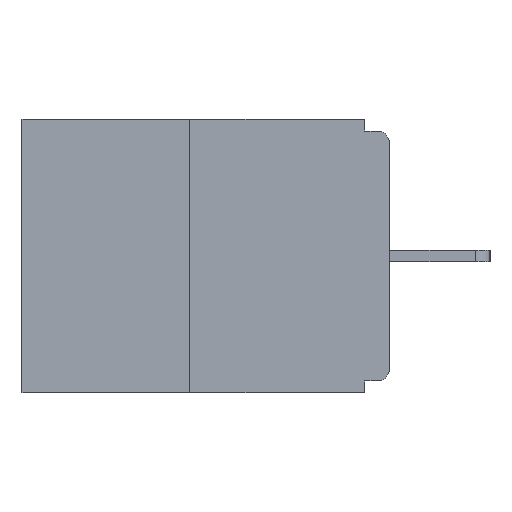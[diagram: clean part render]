
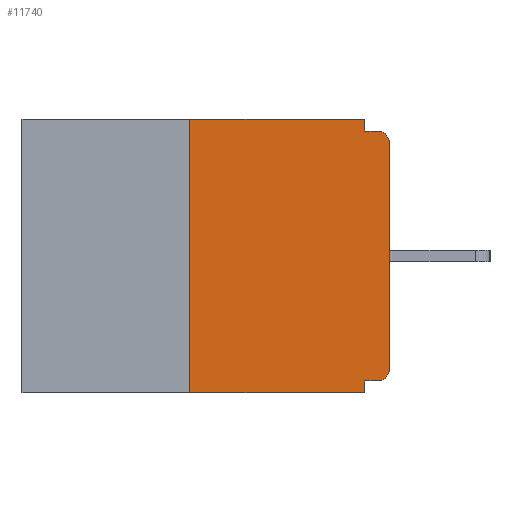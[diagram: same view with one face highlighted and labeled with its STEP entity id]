
A CAD part, left-side view. The second image highlights one B-rep face of the part: STEP entity #11740.
In plain terms, the highlighted planar face has unit normal (-1, 0, 0).
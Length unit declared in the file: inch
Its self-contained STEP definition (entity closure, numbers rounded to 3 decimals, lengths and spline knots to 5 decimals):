
#478 = CARTESIAN_POINT ( 'NONE',  ( 0., 0.015, -0.328 ) ) ;
#554 = DIRECTION ( 'NONE',  ( 0., 0., 1. ) ) ;
#809 = ORIENTED_EDGE ( 'NONE', *, *, #10772, .F. ) ;
#810 = VERTEX_POINT ( 'NONE', #12358 ) ;
#1082 = VERTEX_POINT ( 'NONE', #21780 ) ;
#1570 = ORIENTED_EDGE ( 'NONE', *, *, #22063, .T. ) ;
#1821 = EDGE_CURVE ( 'NONE', #4317, #23245, #19458, .T. ) ;
#2057 = ORIENTED_EDGE ( 'NONE', *, *, #13308, .F. ) ;
#2270 = VECTOR ( 'NONE', #18354, 39.37008 ) ;
#3046 = VERTEX_POINT ( 'NONE', #20675 ) ;
#3118 = EDGE_CURVE ( 'NONE', #23444, #4317, #15761, .T. ) ;
#3323 = DIRECTION ( 'NONE',  ( 0., 0., -1. ) ) ;
#4236 = ORIENTED_EDGE ( 'NONE', *, *, #22910, .F. ) ;
#4317 = VERTEX_POINT ( 'NONE', #18926 ) ;
#4611 = EDGE_LOOP ( 'NONE', ( #20450, #809, #6426, #23235, #17226, #7416, #1570, #19612, #2057, #4236 ) ) ;
#4901 = EDGE_CURVE ( 'NONE', #23444, #8938, #20422, .T. ) ;
#4985 = DIRECTION ( 'NONE',  ( 0., 0., 1. ) ) ;
#5012 = CARTESIAN_POINT ( 'NONE',  ( 0., 0.25, 0. ) ) ;
#5032 = CARTESIAN_POINT ( 'NONE',  ( 0., 0.031, -0.343 ) ) ;
#5224 = VECTOR ( 'NONE', #4985, 39.37008 ) ;
#5444 = VECTOR ( 'NONE', #554, 39.37008 ) ;
#6026 = LINE ( 'NONE', #9795, #5444 ) ;
#6131 = VECTOR ( 'NONE', #7330, 39.37008 ) ;
#6426 = ORIENTED_EDGE ( 'NONE', *, *, #14903, .T. ) ;
#6750 = DIRECTION ( 'NONE',  ( 0., 0., -1. ) ) ;
#6784 = CARTESIAN_POINT ( 'NONE',  ( 0., 0., -0.313 ) ) ;
#7097 = EDGE_CURVE ( 'NONE', #810, #10167, #13019, .T. ) ;
#7170 = CARTESIAN_POINT ( 'NONE',  ( 0., 0., -0.03 ) ) ;
#7330 = DIRECTION ( 'NONE',  ( 0., 1., 0. ) ) ;
#7416 = ORIENTED_EDGE ( 'NONE', *, *, #4901, .T. ) ;
#7422 = DIRECTION ( 'NONE',  ( -1., 0., 0. ) ) ;
#7781 = DIRECTION ( 'NONE',  ( 0., -1., 0. ) ) ;
#8205 = CARTESIAN_POINT ( 'NONE',  ( 0., 0., -0.328 ) ) ;
#8938 = VERTEX_POINT ( 'NONE', #6784 ) ;
#9403 = CARTESIAN_POINT ( 'NONE',  ( 0., 0.46, -0.343 ) ) ;
#9795 = CARTESIAN_POINT ( 'NONE',  ( 0., 0., 0. ) ) ;
#9838 = CARTESIAN_POINT ( 'NONE',  ( 0., 0.25, -0.343 ) ) ;
#9900 = VECTOR ( 'NONE', #6750, 39.37008 ) ;
#10167 = VERTEX_POINT ( 'NONE', #11817 ) ;
#10220 = CIRCLE ( 'NONE', #18030, 0.015 ) ;
#10465 = DIRECTION ( 'NONE',  ( 0., 0., -1. ) ) ;
#10553 = DIRECTION ( 'NONE',  ( -1., 0., 0. ) ) ;
#10580 = CARTESIAN_POINT ( 'NONE',  ( 0., 0.015, -0.313 ) ) ;
#10772 = EDGE_CURVE ( 'NONE', #12075, #810, #19101, .T. ) ;
#11650 = DIRECTION ( 'NONE',  ( 0., -1., 0. ) ) ;
#11740 = ADVANCED_FACE ( 'NONE', ( #16234 ), #12444, .F. ) ;
#11817 = CARTESIAN_POINT ( 'NONE',  ( 0., 0.031, 0. ) ) ;
#12075 = VERTEX_POINT ( 'NONE', #9838 ) ;
#12358 = CARTESIAN_POINT ( 'NONE',  ( 0., 0.25, 0. ) ) ;
#12444 = PLANE ( 'NONE',  #22485 ) ;
#12454 = VECTOR ( 'NONE', #7781, 39.37008 ) ;
#13019 = LINE ( 'NONE', #18002, #12454 ) ;
#13308 = EDGE_CURVE ( 'NONE', #1082, #3046, #17302, .T. ) ;
#13954 = VECTOR ( 'NONE', #20638, 39.37008 ) ;
#14288 = DIRECTION ( 'NONE',  ( 1., 0., 0. ) ) ;
#14903 = EDGE_CURVE ( 'NONE', #12075, #23245, #22651, .T. ) ;
#15761 = LINE ( 'NONE', #8205, #6131 ) ;
#16234 = FACE_OUTER_BOUND ( 'NONE', #4611, .T. ) ;
#16425 = AXIS2_PLACEMENT_3D ( 'NONE', #10580, #10553, #10465 ) ;
#17226 = ORIENTED_EDGE ( 'NONE', *, *, #3118, .F. ) ;
#17302 = LINE ( 'NONE', #20609, #21490 ) ;
#17788 = CARTESIAN_POINT ( 'NONE',  ( 0., 0.46, 0. ) ) ;
#18002 = CARTESIAN_POINT ( 'NONE',  ( 0., 0.46, 0. ) ) ;
#18030 = AXIS2_PLACEMENT_3D ( 'NONE', #18194, #7422, #20007 ) ;
#18194 = CARTESIAN_POINT ( 'NONE',  ( 0., 0.015, -0.03 ) ) ;
#18354 = DIRECTION ( 'NONE',  ( 0., -1., 0. ) ) ;
#18689 = LINE ( 'NONE', #18864, #13954 ) ;
#18864 = CARTESIAN_POINT ( 'NONE',  ( 0., 0.031, 0. ) ) ;
#18926 = CARTESIAN_POINT ( 'NONE',  ( 0., 0.031, -0.328 ) ) ;
#19101 = LINE ( 'NONE', #5012, #5224 ) ;
#19458 = LINE ( 'NONE', #5032, #9900 ) ;
#19612 = ORIENTED_EDGE ( 'NONE', *, *, #23252, .T. ) ;
#20007 = DIRECTION ( 'NONE',  ( 0., 0., -1. ) ) ;
#20422 = CIRCLE ( 'NONE', #16425, 0.015 ) ;
#20450 = ORIENTED_EDGE ( 'NONE', *, *, #7097, .F. ) ;
#20609 = CARTESIAN_POINT ( 'NONE',  ( 0., 0., -0.015 ) ) ;
#20638 = DIRECTION ( 'NONE',  ( 0., 0., -1. ) ) ;
#20675 = CARTESIAN_POINT ( 'NONE',  ( 0., 0.015, -0.015 ) ) ;
#21490 = VECTOR ( 'NONE', #11650, 39.37008 ) ;
#21780 = CARTESIAN_POINT ( 'NONE',  ( 0., 0.031, -0.015 ) ) ;
#21914 = VERTEX_POINT ( 'NONE', #7170 ) ;
#22063 = EDGE_CURVE ( 'NONE', #8938, #21914, #6026, .T. ) ;
#22485 = AXIS2_PLACEMENT_3D ( 'NONE', #17788, #14288, #3323 ) ;
#22651 = LINE ( 'NONE', #9403, #2270 ) ;
#22910 = EDGE_CURVE ( 'NONE', #10167, #1082, #18689, .T. ) ;
#23235 = ORIENTED_EDGE ( 'NONE', *, *, #1821, .F. ) ;
#23245 = VERTEX_POINT ( 'NONE', #23364 ) ;
#23252 = EDGE_CURVE ( 'NONE', #21914, #3046, #10220, .T. ) ;
#23364 = CARTESIAN_POINT ( 'NONE',  ( 0., 0.031, -0.343 ) ) ;
#23444 = VERTEX_POINT ( 'NONE', #478 ) ;
